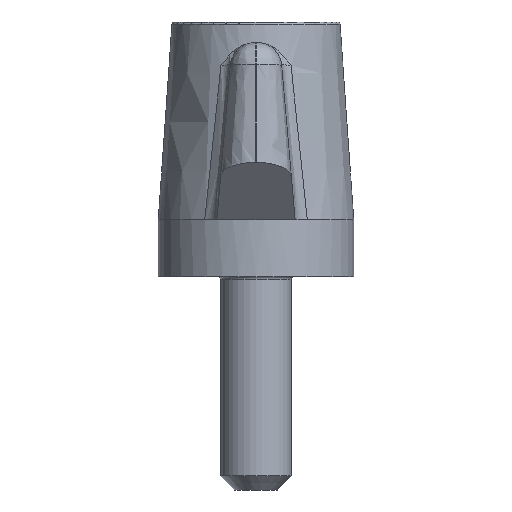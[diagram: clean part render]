
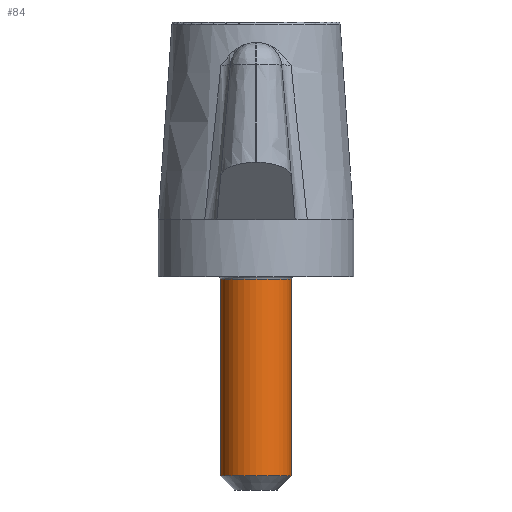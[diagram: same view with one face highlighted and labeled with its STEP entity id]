
A CAD part, front view. The second image highlights one B-rep face of the part: STEP entity #84.
In plain terms, the highlighted cylindrical face has radius 2.5 mm (diameter 5 mm), a full revolution.
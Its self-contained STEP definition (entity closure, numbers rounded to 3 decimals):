
#84 = ADVANCED_FACE( '', ( #205, #206 ), #207, .T. );
#205 = FACE_OUTER_BOUND( '', #369, .T. );
#206 = FACE_OUTER_BOUND( '', #370, .T. );
#207 = CYLINDRICAL_SURFACE( '', #371, 2.5 );
#369 = EDGE_LOOP( '', ( #3277 ) );
#370 = EDGE_LOOP( '', ( #3278 ) );
#371 = AXIS2_PLACEMENT_3D( '', #3279, #3280, #3281 );
#3277 = ORIENTED_EDGE( '', *, *, #3596, .T. );
#3278 = ORIENTED_EDGE( '', *, *, #3597, .T. );
#3279 = CARTESIAN_POINT( '', ( 0., 0., 8. ) );
#3280 = DIRECTION( '', ( 0., 0., -1. ) );
#3281 = DIRECTION( '', ( 1., 0., 0. ) );
#3596 = EDGE_CURVE( '', #3769, #3769, #3770, .F. );
#3597 = EDGE_CURVE( '', #3771, #3771, #3772, .T. );
#3769 = VERTEX_POINT( '', #4145 );
#3770 = CIRCLE( '', #4146, 2.5 );
#3771 = VERTEX_POINT( '', #4147 );
#3772 = CIRCLE( '', #4148, 2.5 );
#4145 = CARTESIAN_POINT( '', ( 2.5, 0., -0.2 ) );
#4146 = AXIS2_PLACEMENT_3D( '', #4959, #4960, #4961 );
#4147 = CARTESIAN_POINT( '', ( 2.5, 0., -14. ) );
#4148 = AXIS2_PLACEMENT_3D( '', #4962, #4963, #4964 );
#4959 = CARTESIAN_POINT( '', ( 0., 0., -0.2 ) );
#4960 = DIRECTION( '', ( 0., 0., 1. ) );
#4961 = DIRECTION( '', ( 1., 0., 0. ) );
#4962 = CARTESIAN_POINT( '', ( 0., 0., -14. ) );
#4963 = DIRECTION( '', ( 0., 0., 1. ) );
#4964 = DIRECTION( '', ( 1., 0., 0. ) );
